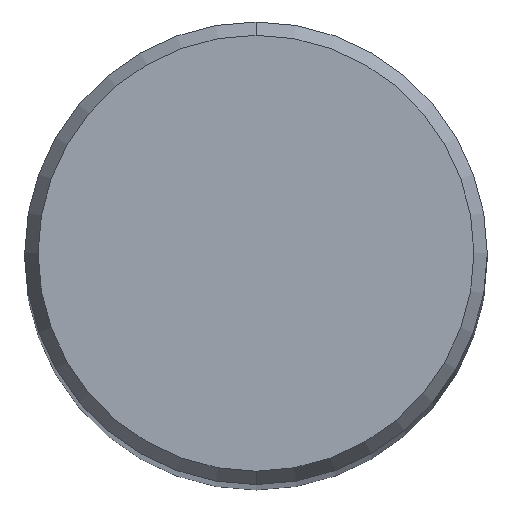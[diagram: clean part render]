
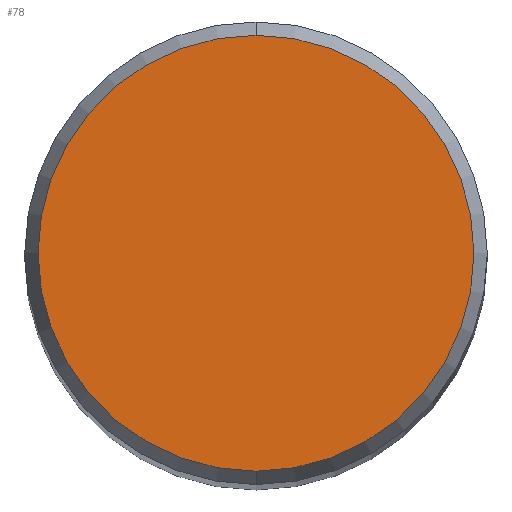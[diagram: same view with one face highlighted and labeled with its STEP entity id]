
A CAD part, top view. The second image highlights one B-rep face of the part: STEP entity #78.
In plain terms, the highlighted planar face has unit normal (0, 0, 1).
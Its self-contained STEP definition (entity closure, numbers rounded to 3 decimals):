
#74=EDGE_CURVE('',#134,#110,#181,.T.);
#78=ADVANCED_FACE('',(#185),#186,.T.);
#110=VERTEX_POINT('',#220);
#134=VERTEX_POINT('',#248);
#144=EDGE_CURVE('',#110,#134,#258,.T.);
#181=CIRCLE('',#288,3.746);
#185=FACE_OUTER_BOUND('',#294,.T.);
#186=PLANE('',#295);
#220=CARTESIAN_POINT('',(0.0,3.746,0.));
#248=CARTESIAN_POINT('',(0.,-3.746,0.));
#258=CIRCLE('',#387,3.746);
#288=AXIS2_PLACEMENT_3D('',#421,#422,#423);
#294=EDGE_LOOP('',(#426,#427));
#295=AXIS2_PLACEMENT_3D('',#428,#429,#430);
#387=AXIS2_PLACEMENT_3D('',#508,#509,#510);
#421=CARTESIAN_POINT('',(0.0,0.0,0.));
#422=DIRECTION('',(0.0,0.0,-1.0));
#423=DIRECTION('',(0.0,1.0,0.0));
#426=ORIENTED_EDGE('',*,*,#144,.F.);
#427=ORIENTED_EDGE('',*,*,#74,.F.);
#428=CARTESIAN_POINT('',(0.0,1.873,0.));
#429=DIRECTION('',(-0.0,0.0,1.0));
#430=DIRECTION('',(0.0,-1.0,0.0));
#508=CARTESIAN_POINT('',(0.0,0.0,0.));
#509=DIRECTION('',(0.0,0.0,-1.0));
#510=DIRECTION('',(0.0,1.0,0.0));
